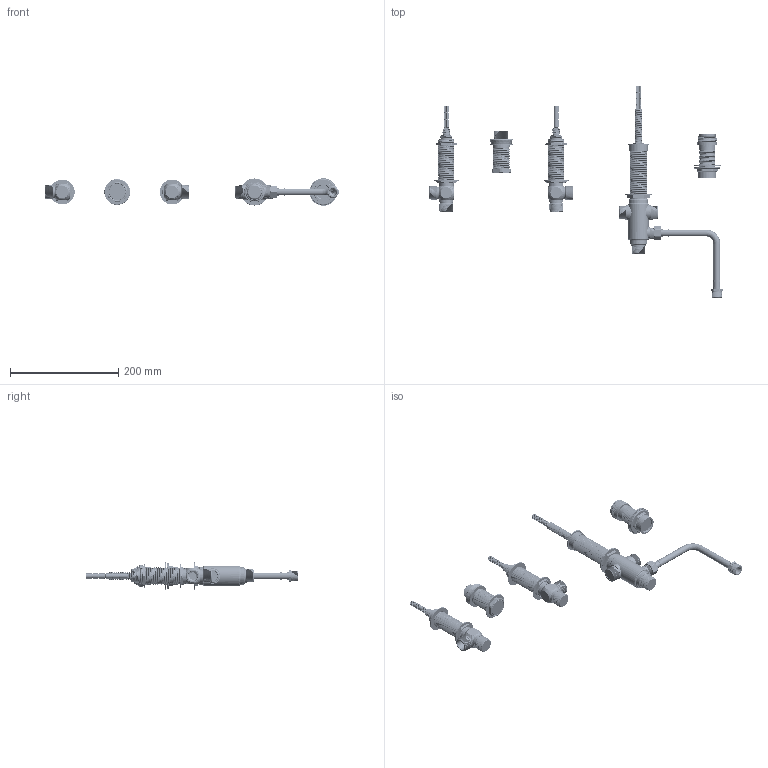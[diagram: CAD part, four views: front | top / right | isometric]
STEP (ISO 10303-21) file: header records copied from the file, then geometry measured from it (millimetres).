
FILE_DESCRIPTION((''),'2;1');
FILE_NAME('1-548_ASM','2021-04-19T13:23:14',('rsmith'),(''),'CREO PARAMETRIC BY PTC INC, 2018400','CREO PARAMETRIC BY PTC INC, 2018400','');
FILE_SCHEMA(('AUTOMOTIVE_DESIGN { 1 0 10303 214 1 1 1 1 }'));
Length unit declared in the file: inch
Products named in the file (32): 10173; 10172; 10174; 1-016_ASM; 10529; 1-017; 1-094; 1-616_1680_ASM; 1-093; 1-615_1680_ASM; 3-2MD201-03_35_1; 3-2MD400-01-PH; 1-377_ASM; 12772; 12773; 12775; 11349; 11355; 1-714-1_ASM; 1-714_ASM; MANIFOLD_SOLID_BREP_102717_0; MANIFOLD_SOLID_BREP_104149; MANIFOLD_SOLID_BREP_103827; 12302-XX61_ASM; 50307; 91182; 91180; 50308; 91181; 91179; 5-011_ASM; 1-548_ASM
Assembly tree (35 placements, depth 5):
  1-548_ASM
    1-016_ASM
      10173
      10172
      10174
    1-616_1680_ASM
      10529  x2
      1-017
      1-094
    1-615_1680_ASM
      10529  x2
      1-017
      1-093
    1-714_ASM
      1-714-1_ASM
        1-377_ASM
          3-2MD201-03_35_1
          3-2MD400-01-PH
        12772
        12773
        12775
        11349
        11355
    12302-XX61_ASM
      MANIFOLD_SOLID_BREP_102717_0
      MANIFOLD_SOLID_BREP_104149
      MANIFOLD_SOLID_BREP_103827
    5-011_ASM
      50307
      91182
      91180
      50308
      91181
      91179
Bounding box: 543.94 x 391.27 x 50.8 mm (x, y, z)
Volume: 565142 mm3; surface area: 227807.7 mm2
Topology: 27 solids, 31 shells, 4300 faces, 11890 edges, 7759 vertices
Faces by surface type: cylinder 1809, plane 1038, cone 588, bspline 560, extrusion 239, torus 62, sphere 4
Entity records: 332965 total; most frequent: CARTESIAN_POINT 188899, ORIENTED_EDGE 21698, DIRECTION 15889, PRESENTATION_STYLE_ASSIGNMENT 13061, STYLED_ITEM 12944, EDGE_CURVE 10849, CURVE_STYLE 10605, VERTEX_POINT 7090
